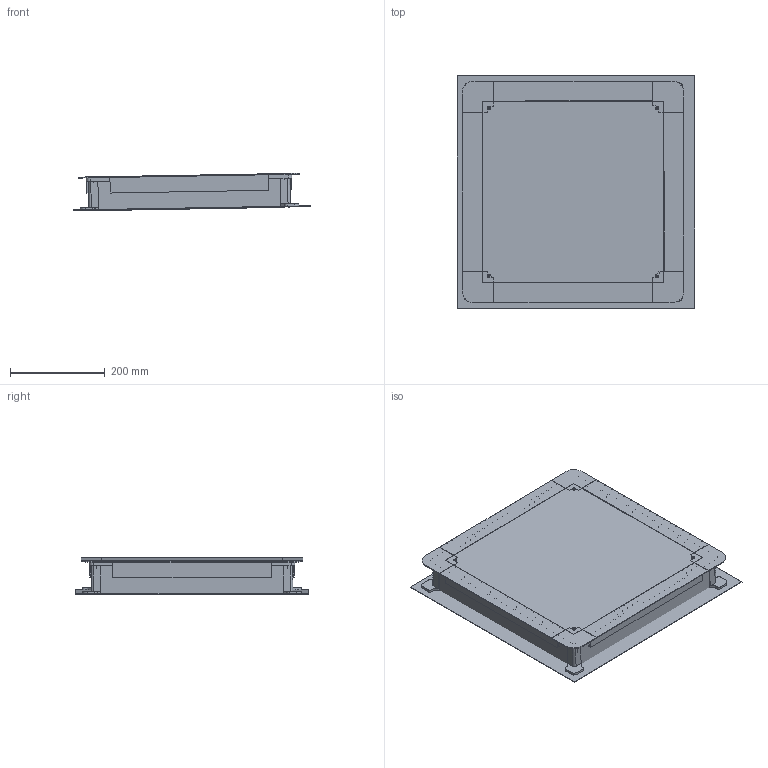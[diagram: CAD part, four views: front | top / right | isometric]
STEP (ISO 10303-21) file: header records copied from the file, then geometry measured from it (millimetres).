
FILE_DESCRIPTION (( 'STEP AP214' ), '1' );
FILE_NAME ('7410034_KSTP1.stp', '2016-07-18T06:23:52', ( '' ), ( '' ), 'SwSTEP 2.0', 'SolidWorks 2014', '' );
FILE_SCHEMA (( 'AUTOMOTIVE_DESIGN' ));
Length unit declared in the file: millimetre
Products named in the file (12): 001065_Standard; P_001285T2_1_Standard; 43226C_Žnderung auf UDF 3; 001172_Schieber ge”ffnet; 001070_Standard; 001076_Standard; 7410034_KSTP1; P_001285T1_1_Standard; 001585_Standard; P_001585T1_1_Standard; 43514B_Standard; 001069_Mit  Tasche f〉 Fallblech
Assembly tree (23 placements, depth 4):
  7410034_KSTP1
    P_001285T2_1_Standard
      001076_Standard
      001172_Schieber ge”ffnet  x4
        001070_Standard
      43226C_Žnderung auf UDF 3  x4
    P_001285T1_1_Standard
      001065_Standard  x4
      001069_Mit  Tasche f〉 Fallblech  x4
      43514B_Standard
      001585_Standard
        P_001585T1_1_Standard
Bounding box: 500.19 x 490.25 x 79.01 mm (x, y, z)
Volume: 974281.7 mm3; surface area: 1402693.9 mm2
Topology: 18 solids, 19 shells, 560 faces, 1522 edges, 1000 vertices
Faces by surface type: plane 462, cylinder 94, cone 4
Entity records: 9456 total; most frequent: CARTESIAN_POINT 1349, ORIENTED_EDGE 1304, DIRECTION 1290, EDGE_CURVE 652, LINE 548, VECTOR 548, VERTEX_POINT 430, AXIS2_PLACEMENT_3D 371
